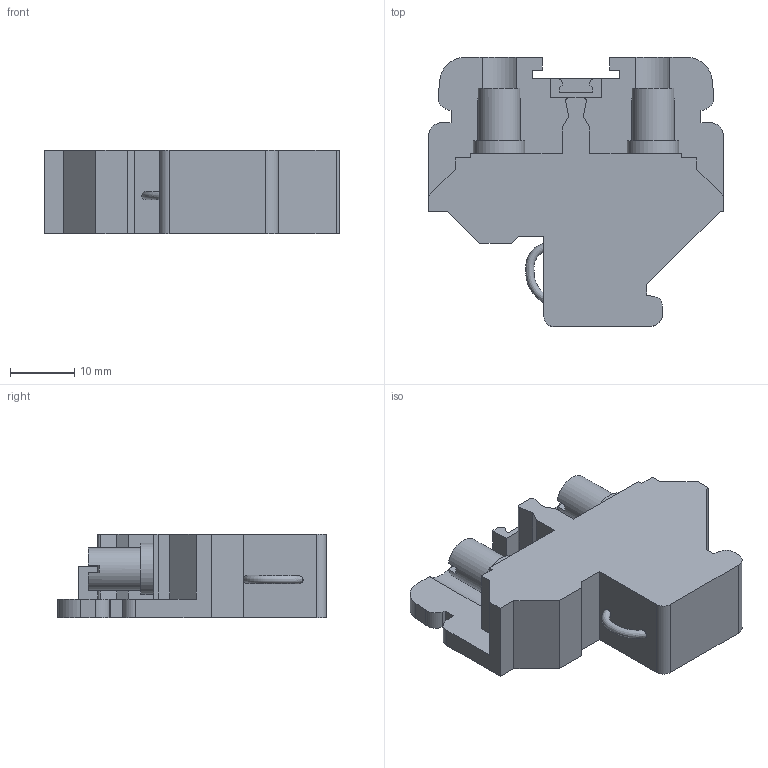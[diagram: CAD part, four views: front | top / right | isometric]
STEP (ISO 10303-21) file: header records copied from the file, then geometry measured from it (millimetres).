
FILE_DESCRIPTION(/* description */ ('Unknown'),/* implementation_level */ '2;1');
FILE_NAME(/* name */ 'CATM4_KH_3D',/* time_stamp */ '2019-11-12T10:34:51+05:00',/* author */ ('Unknown'),/* organization */ ('Unknown'),/* preprocessor_version */ 'ST-DEVELOPER v16.7',/* originating_system */ 'DEX',/* authorisation */ $);
FILE_SCHEMA (('AUTOMOTIVE_DESIGN {1 0 10303 214 3 1 1}'));
Length unit declared in the file: millimetre
Products named in the file (1): CATM4
Bounding box: 46 x 42 x 13 mm (x, y, z)
Volume: 13136.4 mm3; surface area: 5675.1 mm2
Topology: 1 solids, 3 shells, 117 faces, 328 edges, 219 vertices
Faces by surface type: plane 89, cylinder 23, cone 4, bspline 1
Full cylindrical faces by diameter (mm): 4 x4, 6.6 x2, 8 x2
Entity records: 4714 total; most frequent: CARTESIAN_POINT 895, ORIENTED_EDGE 612, DIRECTION 602, EDGE_CURVE 306, LINE 240, VECTOR 240, VERTEX_POINT 210, AXIS2_PLACEMENT_3D 181
